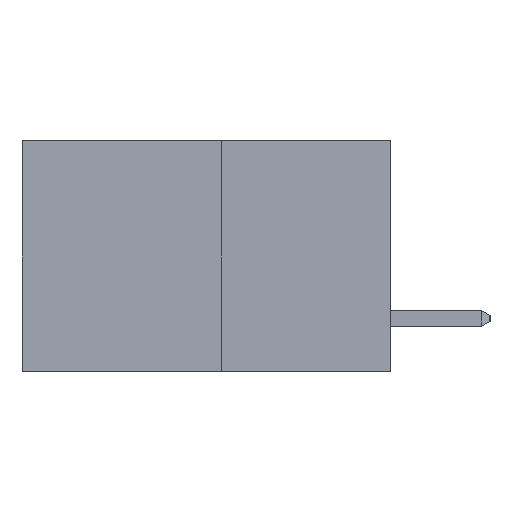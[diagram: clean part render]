
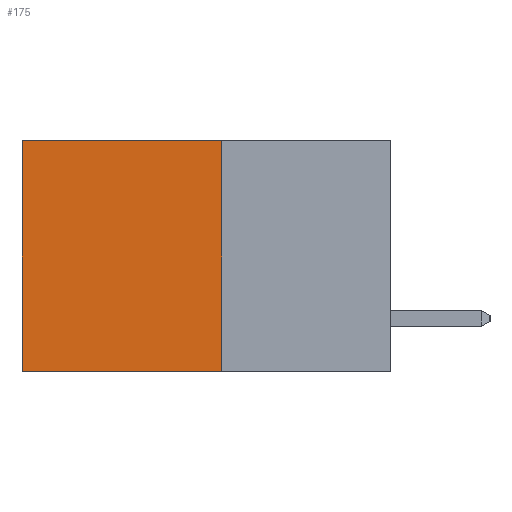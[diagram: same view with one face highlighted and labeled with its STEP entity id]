
A CAD part, left-side view. The second image highlights one B-rep face of the part: STEP entity #175.
In plain terms, the highlighted planar face has unit normal (-1, 0, 0).
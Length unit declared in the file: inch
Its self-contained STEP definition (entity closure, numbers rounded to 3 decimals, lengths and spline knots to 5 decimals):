
#175 = ADVANCED_FACE ( 'NONE', ( #18666 ), #15483, .F. ) ;
#2150 = VECTOR ( 'NONE', #11645, 39.37008 ) ;
#2816 = CARTESIAN_POINT ( 'NONE',  ( 0.277, 0.27, 0. ) ) ;
#2864 = EDGE_CURVE ( 'NONE', #14699, #21964, #11656, .T. ) ;
#3247 = VECTOR ( 'NONE', #19700, 39.37008 ) ;
#3248 = CARTESIAN_POINT ( 'NONE',  ( 0.277, 0.59, -0.37 ) ) ;
#3547 = ORIENTED_EDGE ( 'NONE', *, *, #14304, .F. ) ;
#4437 = CARTESIAN_POINT ( 'NONE',  ( 0.277, 0.59, -0.37 ) ) ;
#4715 = DIRECTION ( 'NONE',  ( 0., 1., 0. ) ) ;
#4928 = VERTEX_POINT ( 'NONE', #21228 ) ;
#6627 = EDGE_CURVE ( 'NONE', #10499, #4928, #13049, .T. ) ;
#10304 = VECTOR ( 'NONE', #4715, 39.37008 ) ;
#10312 = EDGE_CURVE ( 'NONE', #4928, #21964, #14166, .T. ) ;
#10364 = DIRECTION ( 'NONE',  ( 0., 1., 0. ) ) ;
#10499 = VERTEX_POINT ( 'NONE', #2816 ) ;
#10789 = CARTESIAN_POINT ( 'NONE',  ( 0.277, 0.27, -0.37 ) ) ;
#10917 = DIRECTION ( 'NONE',  ( 0., 0., -1. ) ) ;
#10959 = VECTOR ( 'NONE', #10364, 39.37008 ) ;
#11534 = LINE ( 'NONE', #18280, #2150 ) ;
#11645 = DIRECTION ( 'NONE',  ( 0., 0., -1. ) ) ;
#11656 = LINE ( 'NONE', #22750, #10304 ) ;
#13049 = LINE ( 'NONE', #21217, #10959 ) ;
#14166 = LINE ( 'NONE', #4437, #3247 ) ;
#14304 = EDGE_CURVE ( 'NONE', #10499, #14699, #11534, .T. ) ;
#14699 = VERTEX_POINT ( 'NONE', #10789 ) ;
#15329 = ORIENTED_EDGE ( 'NONE', *, *, #6627, .T. ) ;
#15483 = PLANE ( 'NONE',  #16289 ) ;
#16289 = AXIS2_PLACEMENT_3D ( 'NONE', #21025, #21268, #10917 ) ;
#18280 = CARTESIAN_POINT ( 'NONE',  ( 0.277, 0.27, -0.37 ) ) ;
#18666 = FACE_OUTER_BOUND ( 'NONE', #20307, .T. ) ;
#19700 = DIRECTION ( 'NONE',  ( 0., 0., -1. ) ) ;
#20295 = ORIENTED_EDGE ( 'NONE', *, *, #10312, .T. ) ;
#20307 = EDGE_LOOP ( 'NONE', ( #20295, #25485, #3547, #15329 ) ) ;
#21025 = CARTESIAN_POINT ( 'NONE',  ( 0.277, 0.27, -0.37 ) ) ;
#21217 = CARTESIAN_POINT ( 'NONE',  ( 0.277, 0.27, 0. ) ) ;
#21228 = CARTESIAN_POINT ( 'NONE',  ( 0.277, 0.59, 0. ) ) ;
#21268 = DIRECTION ( 'NONE',  ( 1., 0., 0. ) ) ;
#21964 = VERTEX_POINT ( 'NONE', #3248 ) ;
#22750 = CARTESIAN_POINT ( 'NONE',  ( 0.277, 0.27, -0.37 ) ) ;
#25485 = ORIENTED_EDGE ( 'NONE', *, *, #2864, .F. ) ;
